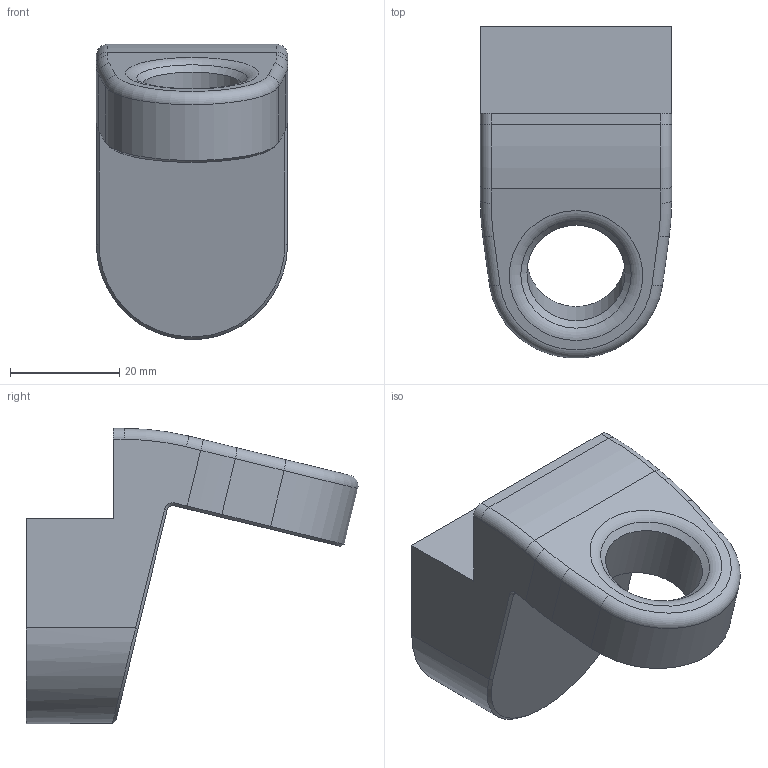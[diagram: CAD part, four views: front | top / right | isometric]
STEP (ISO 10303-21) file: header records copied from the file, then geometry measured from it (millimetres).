
FILE_DESCRIPTION(/* description */ ('Unknown'),/* implementation_level */ '2;1');
FILE_NAME(/* name */ 'SE châssis - Bloc clip colonne v3-ind02',/* time_stamp */ '2022-07-28T15:32:51+02:00',/* author */ ('Unknown'),/* organization */ ('Unknown'),/* preprocessor_version */ 'ST-DEVELOPER v16.7',/* originating_system */ 'Solid Edge',/* authorisation */ 'Unknown');
FILE_SCHEMA (('AUTOMOTIVE_DESIGN {1 0 10303 214 3 1 1}'));
Length unit declared in the file: millimetre
Products named in the file (1): SE châssis - Bloc clip colonne v3
Bounding box: 35 x 60.74 x 54 mm (x, y, z)
Volume: 39923.6 mm3; surface area: 9919.8 mm2
Topology: 1 solids, 1 shells, 51 faces, 120 edges, 71 vertices
Faces by surface type: plane 17, cylinder 17, cone 10, torus 6, bspline 1
Full cylindrical faces by diameter (mm): 6.647 x4, 17.961 x1
Entity records: 1842 total; most frequent: CARTESIAN_POINT 341, DIRECTION 247, ORIENTED_EDGE 208, EDGE_CURVE 104, AXIS2_PLACEMENT_3D 96, VERTEX_POINT 68, FACE_BOUND 66, EDGE_LOOP 64
